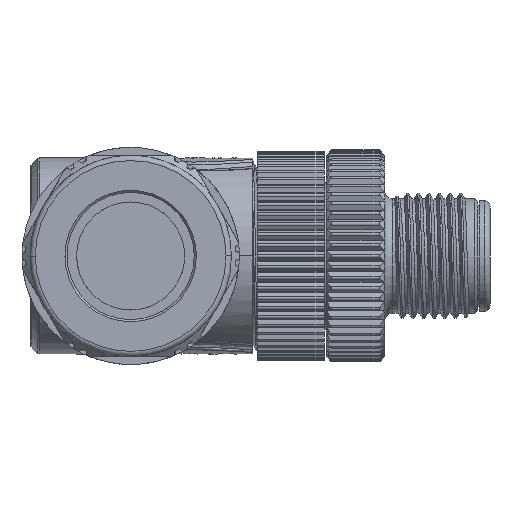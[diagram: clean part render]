
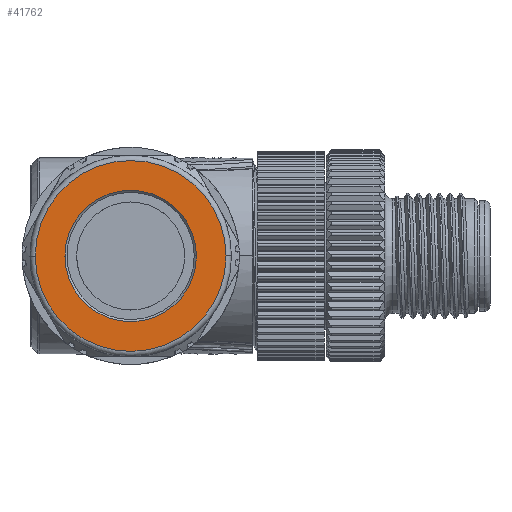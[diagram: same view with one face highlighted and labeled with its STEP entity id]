
A CAD part, left-side view. The second image highlights one B-rep face of the part: STEP entity #41762.
In plain terms, the highlighted planar face has unit normal (-1, 0, 0).
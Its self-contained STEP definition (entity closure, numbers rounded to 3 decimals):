
#13511=CARTESIAN_POINT('',(-28.2,16.,0.));
#13512=DIRECTION('',(-1.,0.,0.));
#13513=DIRECTION('',(0.,-1.,0.002));
#13514=AXIS2_PLACEMENT_3D('',#13511,#13512,#13513);
#13521=CARTESIAN_POINT('',(-28.2,16.,0.));
#13522=DIRECTION('',(-1.,0.,0.));
#13523=DIRECTION('',(0.,1.,-0.002));
#13524=AXIS2_PLACEMENT_3D('',#13521,#13522,#13523);
#13535=CARTESIAN_POINT('',(-28.2,16.,0.));
#13536=DIRECTION('',(1.,0.,0.));
#13537=DIRECTION('',(0.,-1.,0.002));
#13538=AXIS2_PLACEMENT_3D('',#13535,#13536,#13537);
#13582=CARTESIAN_POINT('',(-28.2,16.,0.));
#13583=DIRECTION('',(1.,0.,0.));
#13584=DIRECTION('',(0.,1.,-0.002));
#13585=AXIS2_PLACEMENT_3D('',#13582,#13583,#13584);
#21994=CARTESIAN_POINT('',(-28.2,25.,-0.015));
#21995=VERTEX_POINT('',#21994);
#21996=CARTESIAN_POINT('',(-28.2,7.,0.015));
#21997=VERTEX_POINT('',#21996);
#22080=CARTESIAN_POINT('',(-28.2,9.8,0.01));
#22081=VERTEX_POINT('',#22080);
#22082=CARTESIAN_POINT('',(-28.2,22.2,-0.01));
#22083=VERTEX_POINT('',#22082);
#41746=CARTESIAN_POINT('',(-28.2,16.,0.));
#41747=DIRECTION('',(-1.,0.,0.));
#41748=DIRECTION('',(0.,-1.,0.002));
#41749=AXIS2_PLACEMENT_3D('',#41746,#41747,#41748);
#41750=PLANE('',#41749);
#41752=ORIENTED_EDGE('',*,*,#41751,.F.);
#41753=ORIENTED_EDGE('',*,*,#41736,.F.);
#41754=EDGE_LOOP('',(#41752,#41753));
#41755=FACE_OUTER_BOUND('',#41754,.F.);
#41757=ORIENTED_EDGE('',*,*,#41756,.F.);
#41759=ORIENTED_EDGE('',*,*,#41758,.F.);
#41760=EDGE_LOOP('',(#41757,#41759));
#41761=FACE_BOUND('',#41760,.F.);
#41762=ADVANCED_FACE('',(#41755,#41761),#41750,.T.);
#13515=CIRCLE('',#13514,9.);
#13525=CIRCLE('',#13524,9.);
#13539=CIRCLE('',#13538,6.2);
#13586=CIRCLE('',#13585,6.2);
#41736=EDGE_CURVE('',#21997,#21995,#13515,.T.);
#41751=EDGE_CURVE('',#21995,#21997,#13525,.T.);
#41756=EDGE_CURVE('',#22081,#22083,#13539,.T.);
#41758=EDGE_CURVE('',#22083,#22081,#13586,.T.);
